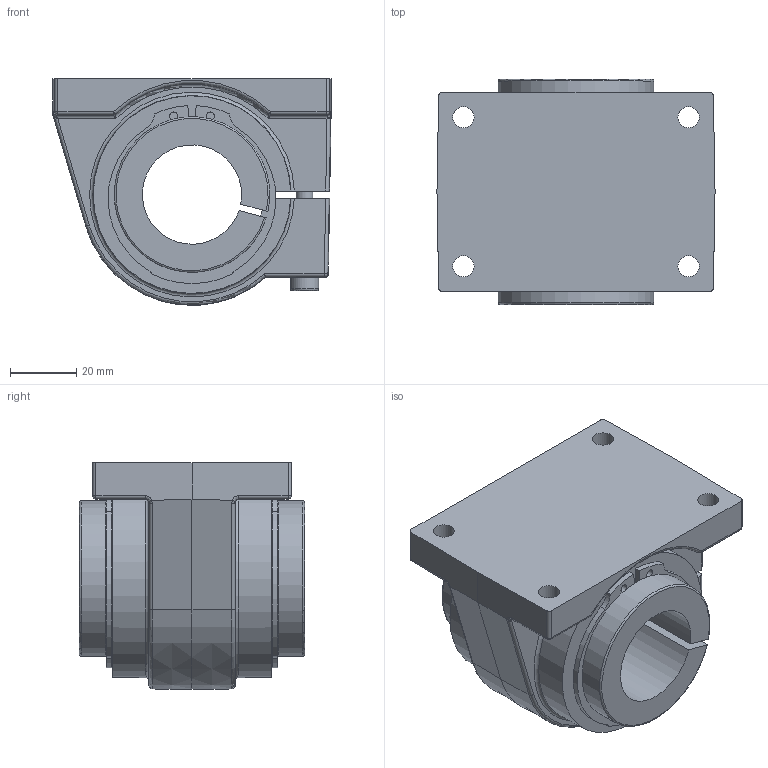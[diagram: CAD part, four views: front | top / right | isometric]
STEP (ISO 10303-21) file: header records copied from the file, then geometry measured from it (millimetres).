
FILE_DESCRIPTION(/* description */ (''),/* implementation_level */ '2;1');
FILE_NAME(/* name */ '131445-0.step',/* time_stamp */ '2021-08-11T11:35:14+02:00',/* author */ ('Muellerj'),/* organization */ (''),/* preprocessor_version */ 'ST-DEVELOPER v18.1',/* originating_system */ 'Autodesk Inventor 2021',/* authorisation */ '');
FILE_SCHEMA (('AUTOMOTIVE_DESIGN { 1 0 10303 214 3 1 1 }'));
Length unit declared in the file: millimetre
Products named in the file (4): MTW_1-00089396; MTW_1-00087915; leer; leer_1
Assembly tree (4 placements, depth 2):
  MTW_1-00089396
    MTW_1-00087915
    leer
    leer_1  x2
Bounding box: 83.98 x 68 x 68.44 mm (x, y, z)
Volume: 192834.5 mm3; surface area: 57140.7 mm2
Topology: 4 solids, 4 shells, 170 faces, 408 edges, 246 vertices
Faces by surface type: cylinder 76, plane 56, bspline 12, torus 11, sphere 10, cone 5
Full cylindrical faces by diameter (mm): 2.5 x4, 5 x2, 6.4 x5, 8.5 x1, 11 x5
Entity records: 5626 total; most frequent: CARTESIAN_POINT 1903, DIRECTION 791, ORIENTED_EDGE 718, EDGE_CURVE 359, AXIS2_PLACEMENT_3D 310, VERTEX_POINT 218, EDGE_LOOP 175, LINE 171
